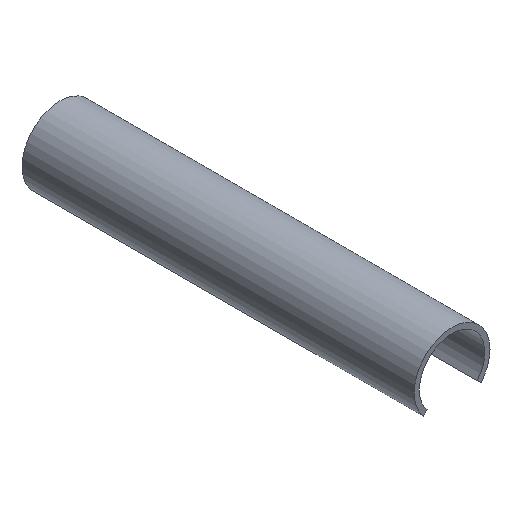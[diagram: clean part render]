
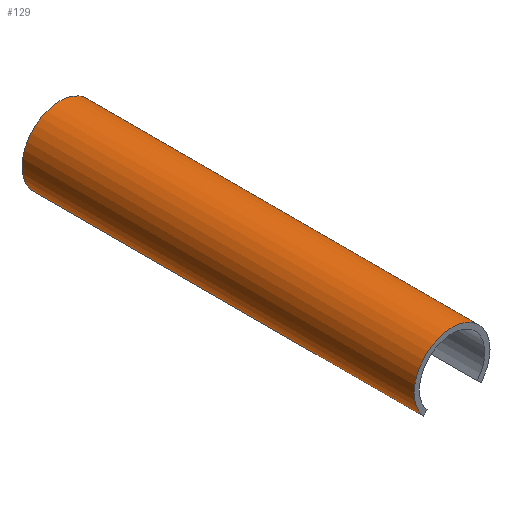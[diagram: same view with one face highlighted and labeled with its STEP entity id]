
A CAD part, isometric view. The second image highlights one B-rep face of the part: STEP entity #129.
In plain terms, the highlighted cylindrical face has radius 14.732 mm (diameter 29.464 mm), a partial arc.
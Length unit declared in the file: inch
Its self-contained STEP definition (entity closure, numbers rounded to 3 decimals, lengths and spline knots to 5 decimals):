
#66=CARTESIAN_POINT('',(4.57421,1.3032,-0.37282));
#67=VERTEX_POINT('',#66);
#74=CARTESIAN_POINT('',(4.57421,7.3032,-0.37282));
#75=VERTEX_POINT('',#74);
#76=CARTESIAN_POINT('',(4.57421,4.3032,-0.37282));
#77=DIRECTION('',(0.,-1.,0.));
#78=VECTOR('',#77,1.);
#79=LINE('',#76,#78);
#80=EDGE_CURVE('',#75,#67,#79,.T.);
#97=CARTESIAN_POINT('',(5.46282,1.3032,-0.37282));
#98=VERTEX_POINT('',#97);
#99=CARTESIAN_POINT('',(5.01851,1.3032,0.));
#100=DIRECTION('',(0.,1.,0.));
#101=DIRECTION('',(1.,0.,0.));
#102=AXIS2_PLACEMENT_3D('',#99,#100,#101);
#103=CIRCLE('',#102,0.58);
#104=EDGE_CURVE('',#67,#98,#103,.T.);
#105=ORIENTED_EDGE('',*,*,#104,.T.);
#106=CARTESIAN_POINT('',(5.46282,7.3032,-0.37282));
#107=VERTEX_POINT('',#106);
#108=CARTESIAN_POINT('',(5.46282,4.3032,-0.37282));
#109=DIRECTION('',(0.,1.,0.));
#110=VECTOR('',#109,1.);
#111=LINE('',#108,#110);
#112=EDGE_CURVE('',#98,#107,#111,.T.);
#113=ORIENTED_EDGE('',*,*,#112,.T.);
#114=CARTESIAN_POINT('',(5.01851,7.3032,0.));
#115=DIRECTION('',(0.,-1.,0.));
#116=DIRECTION('',(1.,0.,0.));
#117=AXIS2_PLACEMENT_3D('',#114,#115,#116);
#118=CIRCLE('',#117,0.58);
#119=EDGE_CURVE('',#107,#75,#118,.T.);
#120=ORIENTED_EDGE('',*,*,#119,.T.);
#121=ORIENTED_EDGE('',*,*,#80,.T.);
#122=EDGE_LOOP('',(#105,#113,#120,#121));
#123=FACE_OUTER_BOUND('',#122,.T.);
#124=CARTESIAN_POINT('',(5.01851,4.3032,0.));
#125=DIRECTION('',(0.,-1.,0.));
#126=DIRECTION('',(0.,0.,-1.));
#127=AXIS2_PLACEMENT_3D('',#124,#125,#126);
#128=CYLINDRICAL_SURFACE('',#127,0.58);
#129=ADVANCED_FACE('',(#123),#128,.T.);
